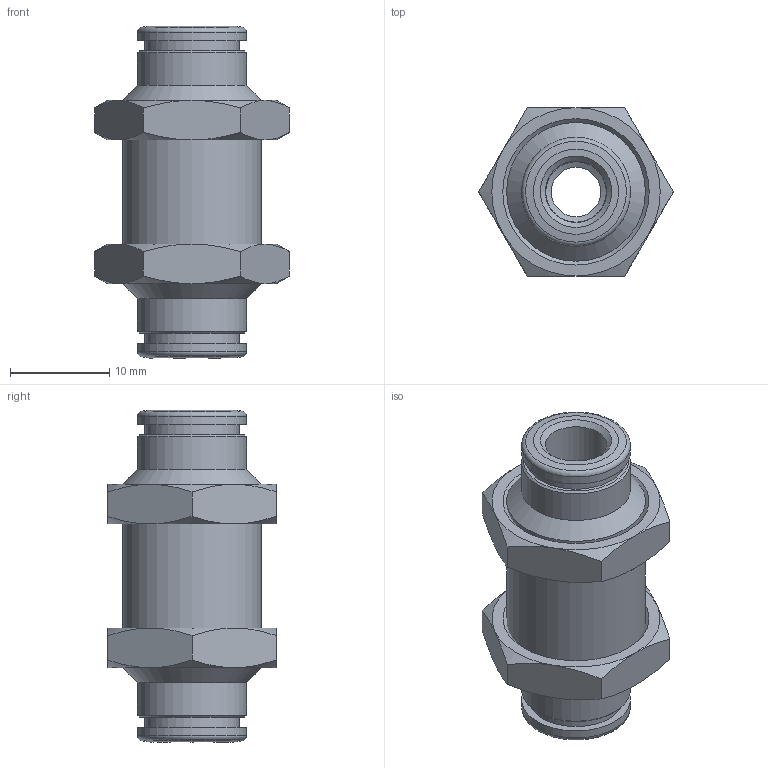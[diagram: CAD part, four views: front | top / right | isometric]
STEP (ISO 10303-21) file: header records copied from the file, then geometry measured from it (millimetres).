
FILE_DESCRIPTION(/* description */ (''),/* implementation_level */ '2;1');
FILE_NAME(/* name */ 'V201103_IPSO_010_6_M14X1_21.04.2016',/* time_stamp */ '2016-04-21T09:06:20+02:00',/* author */ (''),/* organization */ ('sopra-pneumatic'),/* preprocessor_version */ 'ST-DEVELOPER v14',/* originating_system */ 'HiCAD 2013 1802.4 Build 509',/* authorisation */ '');
FILE_SCHEMA (('AUTOMOTIVE_DESIGN { 1 0 10303 214 1 1 1 1 }'));
Length unit declared in the file: millimetre
Products named in the file (6): Root; 201123; R201103-i1; DR6-1_NEU
Assembly tree (5 placements, depth 2):
  Root
    201123
    201123
    R201103-i1
    DR6-1_NEU
    DR6-1_NEU
Bounding box: 19.63 x 17 x 33.5 mm (x, y, z)
Volume: 3816 mm3; surface area: 4304.1 mm2
Topology: 5 solids, 5 shells, 96 faces, 197 edges, 115 vertices
Faces by surface type: cone 48, plane 26, cylinder 20, torus 2
Full cylindrical faces by diameter (mm): 5 x1, 6.1 x2, 6.2 x2, 8.3 x2, 9 x2, 9.5 x2, 9.6 x2, 11 x4, 12.773 x2, 14 x1
Entity records: 3796 total; most frequent: DIRECTION 484, CARTESIAN_POINT 354, PRESENTATION_STYLE_ASSIGNMENT 289, COLOUR_RGB 285, DRAUGHTING_PRE_DEFINED_CURVE_FONT 284, CURVE_STYLE 284, OVER_RIDING_STYLED_ITEM 284, ORIENTED_EDGE 284
